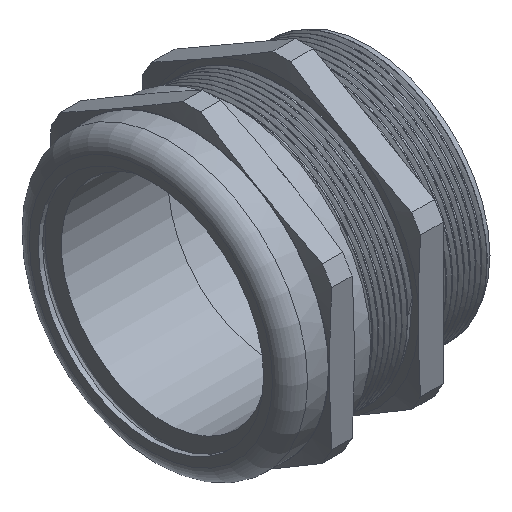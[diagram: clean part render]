
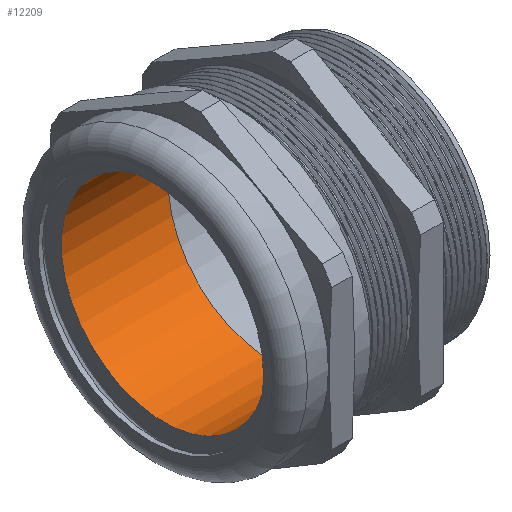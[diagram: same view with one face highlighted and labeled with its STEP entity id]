
A CAD part, isometric view. The second image highlights one B-rep face of the part: STEP entity #12209.
In plain terms, the highlighted cylindrical face has radius 35.15 mm (diameter 70.3 mm), a full revolution.
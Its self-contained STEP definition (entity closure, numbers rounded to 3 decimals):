
#88=FACE_BOUND('',#1951,.T.);
#361=CYLINDRICAL_SURFACE('',#14270,35.15);
#1138=FACE_OUTER_BOUND('',#1950,.T.);
#1950=EDGE_LOOP('',(#10801));
#1951=EDGE_LOOP('',(#10802));
#4309=CIRCLE('',#14264,35.15);
#4312=CIRCLE('',#14269,35.15);
#5365=VERTEX_POINT('',#25907);
#5368=VERTEX_POINT('',#25915);
#7186=EDGE_CURVE('',#5365,#5365,#4309,.T.);
#7189=EDGE_CURVE('',#5368,#5368,#4312,.T.);
#10801=ORIENTED_EDGE('',*,*,#7189,.F.);
#10802=ORIENTED_EDGE('',*,*,#7186,.F.);
#12209=ADVANCED_FACE('',(#1138,#88),#361,.F.);
#14264=AXIS2_PLACEMENT_3D('',#25908,#18830,#18831);
#14269=AXIS2_PLACEMENT_3D('',#25916,#18840,#18841);
#14270=AXIS2_PLACEMENT_3D('',#25917,#18842,#18843);
#18830=DIRECTION('center_axis',(0.,0.,1.));
#18831=DIRECTION('ref_axis',(-1.,0.,0.));
#18840=DIRECTION('center_axis',(0.,0.,-1.));
#18841=DIRECTION('ref_axis',(-1.,0.,0.));
#18842=DIRECTION('center_axis',(0.,0.,1.));
#18843=DIRECTION('ref_axis',(-1.,0.,0.));
#25907=CARTESIAN_POINT('',(35.15,0.,0.));
#25908=CARTESIAN_POINT('Origin',(0.,0.,0.));
#25915=CARTESIAN_POINT('',(35.15,0.,36.6));
#25916=CARTESIAN_POINT('Origin',(0.,0.,36.6));
#25917=CARTESIAN_POINT('Origin',(0.,0.,0.));
